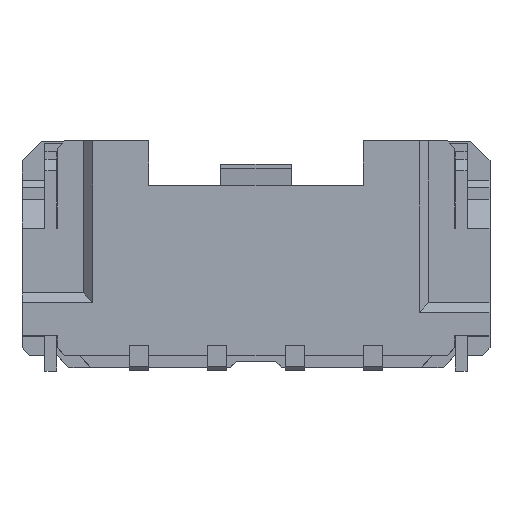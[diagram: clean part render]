
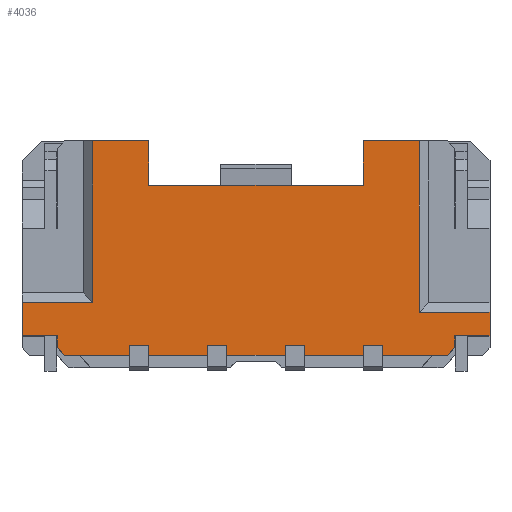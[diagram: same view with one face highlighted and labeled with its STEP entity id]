
A CAD part, top view. The second image highlights one B-rep face of the part: STEP entity #4036.
In plain terms, the highlighted planar face has unit normal (0, 0, 1).
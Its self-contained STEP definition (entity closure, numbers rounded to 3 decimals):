
#1=DIRECTION('',(-1.,0.,0.));
#2=VECTOR('',#1,1.82);
#3=CARTESIAN_POINT('',(6.,-1.5,6.7));
#4=LINE('',#3,#2);
#5=DIRECTION('',(0.,-1.,0.));
#6=VECTOR('',#5,0.6);
#7=CARTESIAN_POINT('',(6.,-1.5,6.7));
#8=LINE('',#7,#6);
#9=DIRECTION('',(-1.,0.,0.));
#10=VECTOR('',#9,0.9);
#11=CARTESIAN_POINT('',(6.,-2.1,6.7));
#12=LINE('',#11,#10);
#13=DIRECTION('',(0.,-1.,0.));
#14=VECTOR('',#13,0.3);
#15=CARTESIAN_POINT('',(5.1,-2.1,6.7));
#16=LINE('',#15,#14);
#17=DIRECTION('',(-0.707,-0.707,0.));
#18=VECTOR('',#17,0.283);
#19=CARTESIAN_POINT('',(5.1,-2.4,6.7));
#20=LINE('',#19,#18);
#21=DIRECTION('',(0.,1.,0.));
#22=VECTOR('',#21,0.24);
#23=CARTESIAN_POINT('',(3.25,-2.6,6.7));
#24=LINE('',#23,#22);
#25=DIRECTION('',(-1.,0.,0.));
#26=VECTOR('',#25,0.5);
#27=CARTESIAN_POINT('',(3.25,-2.36,6.7));
#28=LINE('',#27,#26);
#29=DIRECTION('',(0.,1.,0.));
#30=VECTOR('',#29,0.24);
#31=CARTESIAN_POINT('',(2.75,-2.6,6.7));
#32=LINE('',#31,#30);
#33=DIRECTION('',(0.,1.,0.));
#34=VECTOR('',#33,0.24);
#35=CARTESIAN_POINT('',(1.25,-2.6,6.7));
#36=LINE('',#35,#34);
#37=DIRECTION('',(-1.,0.,0.));
#38=VECTOR('',#37,0.5);
#39=CARTESIAN_POINT('',(1.25,-2.36,6.7));
#40=LINE('',#39,#38);
#41=DIRECTION('',(0.,1.,0.));
#42=VECTOR('',#41,0.24);
#43=CARTESIAN_POINT('',(0.75,-2.6,6.7));
#44=LINE('',#43,#42);
#45=DIRECTION('',(0.,1.,0.));
#46=VECTOR('',#45,0.24);
#47=CARTESIAN_POINT('',(-0.75,-2.6,6.7));
#48=LINE('',#47,#46);
#49=DIRECTION('',(-1.,0.,0.));
#50=VECTOR('',#49,0.5);
#51=CARTESIAN_POINT('',(-0.75,-2.36,6.7));
#52=LINE('',#51,#50);
#53=DIRECTION('',(0.,1.,0.));
#54=VECTOR('',#53,0.24);
#55=CARTESIAN_POINT('',(-1.25,-2.6,6.7));
#56=LINE('',#55,#54);
#57=DIRECTION('',(0.,1.,0.));
#58=VECTOR('',#57,0.24);
#59=CARTESIAN_POINT('',(-2.75,-2.6,6.7));
#60=LINE('',#59,#58);
#61=DIRECTION('',(-1.,0.,0.));
#62=VECTOR('',#61,0.5);
#63=CARTESIAN_POINT('',(-2.75,-2.36,6.7));
#64=LINE('',#63,#62);
#65=DIRECTION('',(0.,1.,0.));
#66=VECTOR('',#65,0.24);
#67=CARTESIAN_POINT('',(-3.25,-2.6,6.7));
#68=LINE('',#67,#66);
#69=DIRECTION('',(-0.707,0.707,0.));
#70=VECTOR('',#69,0.283);
#71=CARTESIAN_POINT('',(-4.9,-2.6,6.7));
#72=LINE('',#71,#70);
#73=DIRECTION('',(0.,1.,0.));
#74=VECTOR('',#73,0.3);
#75=CARTESIAN_POINT('',(-5.1,-2.4,6.7));
#76=LINE('',#75,#74);
#77=DIRECTION('',(1.,0.,0.));
#78=VECTOR('',#77,0.9);
#79=CARTESIAN_POINT('',(-6.,-2.1,6.7));
#80=LINE('',#79,#78);
#81=DIRECTION('',(0.,1.,0.));
#82=VECTOR('',#81,0.85);
#83=CARTESIAN_POINT('',(-6.,-2.1,6.7));
#84=LINE('',#83,#82);
#85=DIRECTION('',(1.,0.,0.));
#86=VECTOR('',#85,1.82);
#87=CARTESIAN_POINT('',(-6.,-1.25,6.7));
#88=LINE('',#87,#86);
#89=DIRECTION('',(0.,-1.,0.));
#90=VECTOR('',#89,4.15);
#91=CARTESIAN_POINT('',(-4.18,2.9,6.7));
#92=LINE('',#91,#90);
#93=DIRECTION('',(1.,0.,0.));
#94=VECTOR('',#93,1.43);
#95=CARTESIAN_POINT('',(-4.18,2.9,6.7));
#96=LINE('',#95,#94);
#97=DIRECTION('',(0.,-1.,0.));
#98=VECTOR('',#97,1.14);
#99=CARTESIAN_POINT('',(-2.75,2.9,6.7));
#100=LINE('',#99,#98);
#101=DIRECTION('',(-1.,0.,0.));
#102=VECTOR('',#101,5.5);
#103=CARTESIAN_POINT('',(2.75,1.76,6.7));
#104=LINE('',#103,#102);
#105=DIRECTION('',(0.,-1.,0.));
#106=VECTOR('',#105,1.14);
#107=CARTESIAN_POINT('',(2.75,2.9,6.7));
#108=LINE('',#107,#106);
#109=DIRECTION('',(1.,0.,0.));
#110=VECTOR('',#109,1.43);
#111=CARTESIAN_POINT('',(2.75,2.9,6.7));
#112=LINE('',#111,#110);
#121=DIRECTION('',(0.,1.,0.));
#122=VECTOR('',#121,4.4);
#123=CARTESIAN_POINT('',(4.18,-1.5,6.7));
#124=LINE('',#123,#122);
#1577=DIRECTION('',(1.,0.,0.));
#1578=VECTOR('',#1577,1.65);
#1579=CARTESIAN_POINT('',(-4.9,-2.6,6.7));
#1580=LINE('',#1579,#1578);
#1593=DIRECTION('',(1.,0.,0.));
#1594=VECTOR('',#1593,1.5);
#1595=CARTESIAN_POINT('',(-2.75,-2.6,6.7));
#1596=LINE('',#1595,#1594);
#1609=DIRECTION('',(1.,0.,0.));
#1610=VECTOR('',#1609,1.5);
#1611=CARTESIAN_POINT('',(-0.75,-2.6,6.7));
#1612=LINE('',#1611,#1610);
#1625=DIRECTION('',(1.,0.,0.));
#1626=VECTOR('',#1625,1.5);
#1627=CARTESIAN_POINT('',(1.25,-2.6,6.7));
#1628=LINE('',#1627,#1626);
#1641=DIRECTION('',(1.,0.,0.));
#1642=VECTOR('',#1641,1.65);
#1643=CARTESIAN_POINT('',(3.25,-2.6,6.7));
#1644=LINE('',#1643,#1642);
#3033=CARTESIAN_POINT('',(2.75,1.76,6.7));
#3034=CARTESIAN_POINT('',(-2.75,1.76,6.7));
#3035=VERTEX_POINT('',#3033);
#3036=VERTEX_POINT('',#3034);
#3037=CARTESIAN_POINT('',(2.75,2.9,6.7));
#3038=VERTEX_POINT('',#3037);
#3039=CARTESIAN_POINT('',(-2.75,2.9,6.7));
#3040=VERTEX_POINT('',#3039);
#3089=CARTESIAN_POINT('',(-4.9,-2.6,6.7));
#3090=CARTESIAN_POINT('',(-5.1,-2.4,6.7));
#3091=VERTEX_POINT('',#3089);
#3092=VERTEX_POINT('',#3090);
#3093=CARTESIAN_POINT('',(-5.1,-2.1,6.7));
#3094=VERTEX_POINT('',#3093);
#3095=CARTESIAN_POINT('',(-6.,-2.1,6.7));
#3096=VERTEX_POINT('',#3095);
#3177=CARTESIAN_POINT('',(6.,-1.5,6.7));
#3178=CARTESIAN_POINT('',(4.18,-1.5,6.7));
#3179=VERTEX_POINT('',#3177);
#3180=VERTEX_POINT('',#3178);
#3181=CARTESIAN_POINT('',(-6.,-1.25,6.7));
#3183=VERTEX_POINT('',#3181);
#3275=CARTESIAN_POINT('',(-2.75,-2.6,6.7));
#3276=CARTESIAN_POINT('',(-2.75,-2.36,6.7));
#3277=VERTEX_POINT('',#3275);
#3278=VERTEX_POINT('',#3276);
#3279=CARTESIAN_POINT('',(-3.25,-2.6,6.7));
#3280=CARTESIAN_POINT('',(-3.25,-2.36,6.7));
#3281=VERTEX_POINT('',#3279);
#3282=VERTEX_POINT('',#3280);
#3341=CARTESIAN_POINT('',(-0.75,-2.6,6.7));
#3343=VERTEX_POINT('',#3341);
#3345=CARTESIAN_POINT('',(-1.25,-2.6,6.7));
#3347=VERTEX_POINT('',#3345);
#3361=CARTESIAN_POINT('',(1.25,-2.6,6.7));
#3363=VERTEX_POINT('',#3361);
#3365=CARTESIAN_POINT('',(0.75,-2.6,6.7));
#3367=VERTEX_POINT('',#3365);
#3413=CARTESIAN_POINT('',(-4.18,2.9,6.7));
#3414=VERTEX_POINT('',#3413);
#3431=CARTESIAN_POINT('',(-0.75,-2.36,6.7));
#3432=VERTEX_POINT('',#3431);
#3433=CARTESIAN_POINT('',(-1.25,-2.36,6.7));
#3434=VERTEX_POINT('',#3433);
#3435=CARTESIAN_POINT('',(1.25,-2.36,6.7));
#3436=VERTEX_POINT('',#3435);
#3437=CARTESIAN_POINT('',(0.75,-2.36,6.7));
#3438=VERTEX_POINT('',#3437);
#3704=CARTESIAN_POINT('',(4.18,2.9,6.7));
#3706=VERTEX_POINT('',#3704);
#3711=CARTESIAN_POINT('',(6.,-2.1,6.7));
#3712=CARTESIAN_POINT('',(5.1,-2.1,6.7));
#3713=VERTEX_POINT('',#3711);
#3714=VERTEX_POINT('',#3712);
#3715=CARTESIAN_POINT('',(5.1,-2.4,6.7));
#3716=VERTEX_POINT('',#3715);
#3717=CARTESIAN_POINT('',(4.9,-2.6,6.7));
#3718=VERTEX_POINT('',#3717);
#3766=CARTESIAN_POINT('',(-4.18,-1.25,6.7));
#3768=VERTEX_POINT('',#3766);
#3909=CARTESIAN_POINT('',(3.25,-2.6,6.7));
#3910=CARTESIAN_POINT('',(3.25,-2.36,6.7));
#3911=VERTEX_POINT('',#3909);
#3912=VERTEX_POINT('',#3910);
#3913=CARTESIAN_POINT('',(2.75,-2.6,6.7));
#3914=CARTESIAN_POINT('',(2.75,-2.36,6.7));
#3915=VERTEX_POINT('',#3913);
#3916=VERTEX_POINT('',#3914);
#3961=CARTESIAN_POINT('',(0.,0.,6.7));
#3962=DIRECTION('',(0.,0.,-1.));
#3963=DIRECTION('',(1.,0.,0.));
#3964=AXIS2_PLACEMENT_3D('',#3961,#3962,#3963);
#3965=PLANE('',#3964);
#3967=ORIENTED_EDGE('',*,*,#3966,.F.);
#3969=ORIENTED_EDGE('',*,*,#3968,.T.);
#3971=ORIENTED_EDGE('',*,*,#3970,.T.);
#3973=ORIENTED_EDGE('',*,*,#3972,.T.);
#3975=ORIENTED_EDGE('',*,*,#3974,.T.);
#3977=ORIENTED_EDGE('',*,*,#3976,.F.);
#3979=ORIENTED_EDGE('',*,*,#3978,.T.);
#3981=ORIENTED_EDGE('',*,*,#3980,.T.);
#3983=ORIENTED_EDGE('',*,*,#3982,.F.);
#3985=ORIENTED_EDGE('',*,*,#3984,.F.);
#3987=ORIENTED_EDGE('',*,*,#3986,.T.);
#3989=ORIENTED_EDGE('',*,*,#3988,.T.);
#3991=ORIENTED_EDGE('',*,*,#3990,.F.);
#3993=ORIENTED_EDGE('',*,*,#3992,.F.);
#3995=ORIENTED_EDGE('',*,*,#3994,.T.);
#3997=ORIENTED_EDGE('',*,*,#3996,.T.);
#3999=ORIENTED_EDGE('',*,*,#3998,.F.);
#4001=ORIENTED_EDGE('',*,*,#4000,.F.);
#4003=ORIENTED_EDGE('',*,*,#4002,.T.);
#4005=ORIENTED_EDGE('',*,*,#4004,.T.);
#4007=ORIENTED_EDGE('',*,*,#4006,.F.);
#4009=ORIENTED_EDGE('',*,*,#4008,.F.);
#4011=ORIENTED_EDGE('',*,*,#4010,.T.);
#4013=ORIENTED_EDGE('',*,*,#4012,.T.);
#4015=ORIENTED_EDGE('',*,*,#4014,.F.);
#4017=ORIENTED_EDGE('',*,*,#4016,.T.);
#4019=ORIENTED_EDGE('',*,*,#4018,.T.);
#4021=ORIENTED_EDGE('',*,*,#4020,.F.);
#4023=ORIENTED_EDGE('',*,*,#4022,.T.);
#4025=ORIENTED_EDGE('',*,*,#4024,.T.);
#4027=ORIENTED_EDGE('',*,*,#4026,.F.);
#4029=ORIENTED_EDGE('',*,*,#4028,.F.);
#4031=ORIENTED_EDGE('',*,*,#4030,.T.);
#4033=ORIENTED_EDGE('',*,*,#4032,.F.);
#4034=EDGE_LOOP('',(#3967,#3969,#3971,#3973,#3975,#3977,#3979,#3981,#3983,#3985,
#3987,#3989,#3991,#3993,#3995,#3997,#3999,#4001,#4003,#4005,#4007,#4009,#4011,
#4013,#4015,#4017,#4019,#4021,#4023,#4025,#4027,#4029,#4031,#4033));
#4035=FACE_OUTER_BOUND('',#4034,.F.);
#4036=ADVANCED_FACE('',(#4035),#3965,.F.);
#3966=EDGE_CURVE('',#3179,#3180,#4,.T.);
#3968=EDGE_CURVE('',#3179,#3713,#8,.T.);
#3970=EDGE_CURVE('',#3713,#3714,#12,.T.);
#3972=EDGE_CURVE('',#3714,#3716,#16,.T.);
#3974=EDGE_CURVE('',#3716,#3718,#20,.T.);
#3976=EDGE_CURVE('',#3911,#3718,#1644,.T.);
#3978=EDGE_CURVE('',#3911,#3912,#24,.T.);
#3980=EDGE_CURVE('',#3912,#3916,#28,.T.);
#3982=EDGE_CURVE('',#3915,#3916,#32,.T.);
#3984=EDGE_CURVE('',#3363,#3915,#1628,.T.);
#3986=EDGE_CURVE('',#3363,#3436,#36,.T.);
#3988=EDGE_CURVE('',#3436,#3438,#40,.T.);
#3990=EDGE_CURVE('',#3367,#3438,#44,.T.);
#3992=EDGE_CURVE('',#3343,#3367,#1612,.T.);
#3994=EDGE_CURVE('',#3343,#3432,#48,.T.);
#3996=EDGE_CURVE('',#3432,#3434,#52,.T.);
#3998=EDGE_CURVE('',#3347,#3434,#56,.T.);
#4000=EDGE_CURVE('',#3277,#3347,#1596,.T.);
#4002=EDGE_CURVE('',#3277,#3278,#60,.T.);
#4004=EDGE_CURVE('',#3278,#3282,#64,.T.);
#4006=EDGE_CURVE('',#3281,#3282,#68,.T.);
#4008=EDGE_CURVE('',#3091,#3281,#1580,.T.);
#4010=EDGE_CURVE('',#3091,#3092,#72,.T.);
#4012=EDGE_CURVE('',#3092,#3094,#76,.T.);
#4014=EDGE_CURVE('',#3096,#3094,#80,.T.);
#4016=EDGE_CURVE('',#3096,#3183,#84,.T.);
#4018=EDGE_CURVE('',#3183,#3768,#88,.T.);
#4020=EDGE_CURVE('',#3414,#3768,#92,.T.);
#4022=EDGE_CURVE('',#3414,#3040,#96,.T.);
#4024=EDGE_CURVE('',#3040,#3036,#100,.T.);
#4026=EDGE_CURVE('',#3035,#3036,#104,.T.);
#4028=EDGE_CURVE('',#3038,#3035,#108,.T.);
#4030=EDGE_CURVE('',#3038,#3706,#112,.T.);
#4032=EDGE_CURVE('',#3180,#3706,#124,.T.);
